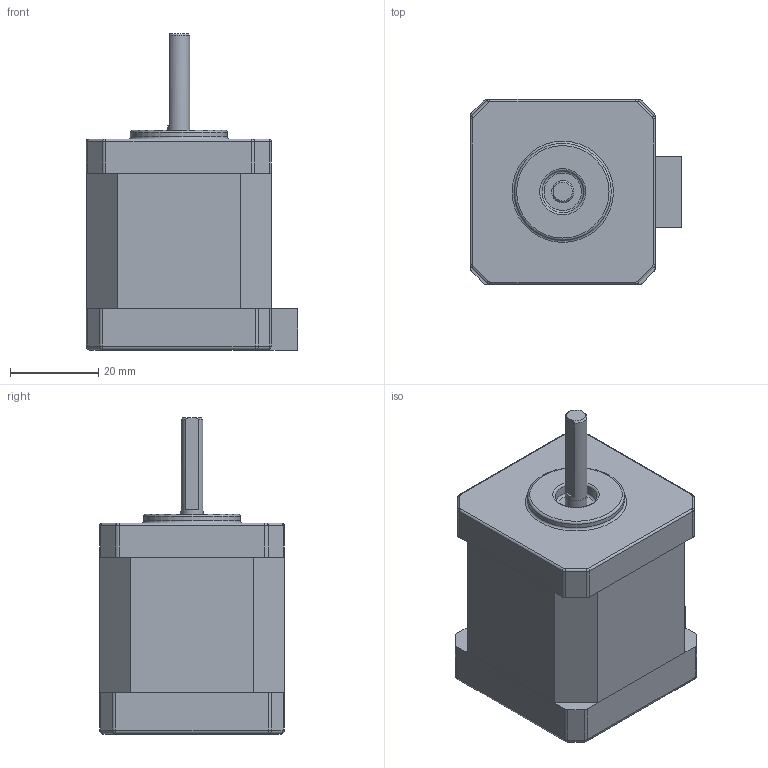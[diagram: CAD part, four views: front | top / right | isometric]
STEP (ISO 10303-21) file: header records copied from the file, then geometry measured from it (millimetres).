
FILE_DESCRIPTION(('FreeCAD Model'),'2;1');
FILE_NAME('NEMA17.step', '2016-11-15T13:46:08',('Author'),(''), 'Open CASCADE STEP processor 6.8','FreeCAD','Unknown');
FILE_SCHEMA(('AUTOMOTIVE_DESIGN_CC2 { 1 2 10303 214 -1 1 5 4 }'));
Length unit declared in the file: millimetre
Products named in the file (2): ASSEMBLY; Pad006
Assembly tree (1 placements, depth 2):
  ASSEMBLY
    Pad006
Bounding box: 48 x 42 x 72 mm (x, y, z)
Volume: 83110.4 mm3; surface area: 11809.6 mm2
Topology: 1 solids, 1 shells, 104 faces, 239 edges, 132 vertices
Faces by surface type: plane 45, cylinder 37, torus 12, sphere 8, cone 2
Full cylindrical faces by diameter (mm): 5 x2, 9.5 x1, 22 x1
Entity records: 5864 total; most frequent: CARTESIAN_POINT 1177, DIRECTION 890, LINE 478, VECTOR 478, ORIENTED_EDGE 462, PCURVE 462, DEFINITIONAL_REPRESENTATION 462, EDGE_CURVE 231
